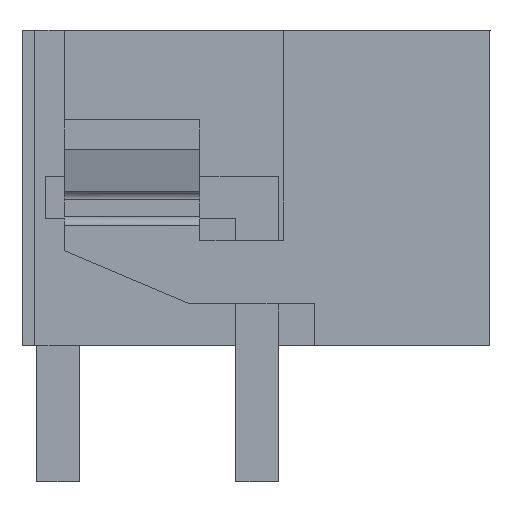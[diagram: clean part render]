
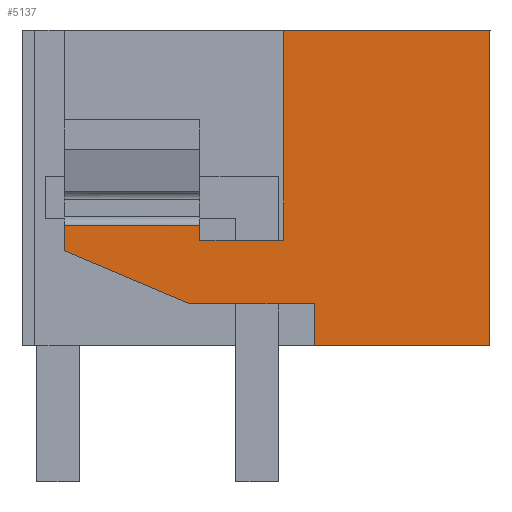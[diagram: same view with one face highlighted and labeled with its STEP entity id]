
A CAD part, left-side view. The second image highlights one B-rep face of the part: STEP entity #5137.
In plain terms, the highlighted planar face has unit normal (-1, 0, 0).
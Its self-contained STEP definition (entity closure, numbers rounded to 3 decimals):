
#5068=AXIS2_PLACEMENT_3D('Plane Axis2P3D',#5065,#5066,#5067) ;
#88=CARTESIAN_POINT('Vertex',(0.,0.,3.2)) ;
#93=CARTESIAN_POINT('Line Origine',(0.,2.075,3.2)) ;
#97=CARTESIAN_POINT('Vertex',(0.,4.15,3.2)) ;
#1740=CARTESIAN_POINT('Vertex',(0.,4.875,10.65)) ;
#1743=CARTESIAN_POINT('Line Origine',(0.,2.437,10.65)) ;
#1747=CARTESIAN_POINT('Vertex',(0.,0.,10.65)) ;
#4949=CARTESIAN_POINT('Line Origine',(0.,0.,6.925)) ;
#5065=CARTESIAN_POINT('Axis2P3D Location',(0.,11.05,0.)) ;
#5070=CARTESIAN_POINT('Line Origine',(0.,4.875,8.175)) ;
#5074=CARTESIAN_POINT('Vertex',(0.,4.875,5.7)) ;
#5077=CARTESIAN_POINT('Line Origine',(0.,5.863,5.7)) ;
#5081=CARTESIAN_POINT('Vertex',(0.,6.85,5.7)) ;
#5084=CARTESIAN_POINT('Line Origine',(0.,6.85,5.875)) ;
#5088=CARTESIAN_POINT('Vertex',(0.,6.85,6.05)) ;
#5091=CARTESIAN_POINT('Line Origine',(0.,8.45,6.05)) ;
#5095=CARTESIAN_POINT('Vertex',(0.,10.05,6.05)) ;
#5098=CARTESIAN_POINT('Line Origine',(0.,10.05,5.75)) ;
#5102=CARTESIAN_POINT('Vertex',(0.,10.05,5.45)) ;
#5105=CARTESIAN_POINT('Line Origine',(0.,8.571,4.823)) ;
#5109=CARTESIAN_POINT('Vertex',(0.,7.092,4.197)) ;
#5112=CARTESIAN_POINT('Line Origine',(0.,5.621,4.197)) ;
#5116=CARTESIAN_POINT('Vertex',(0.,4.15,4.197)) ;
#5119=CARTESIAN_POINT('Line Origine',(0.,4.15,3.698)) ;
#94=DIRECTION('Vector Direction',(0.,1.,0.)) ;
#1744=DIRECTION('Vector Direction',(0.,-1.,0.)) ;
#4950=DIRECTION('Vector Direction',(0.,0.,-1.)) ;
#5066=DIRECTION('Axis2P3D Direction',(-1.,0.,0.)) ;
#5067=DIRECTION('Axis2P3D XDirection',(0.,-1.,0.)) ;
#5071=DIRECTION('Vector Direction',(0.,0.,1.)) ;
#5078=DIRECTION('Vector Direction',(0.,1.,0.)) ;
#5085=DIRECTION('Vector Direction',(0.,0.,1.)) ;
#5092=DIRECTION('Vector Direction',(0.,-1.,0.)) ;
#5099=DIRECTION('Vector Direction',(0.,0.,-1.)) ;
#5106=DIRECTION('Vector Direction',(0.,0.921,0.39)) ;
#5113=DIRECTION('Vector Direction',(0.,-1.,0.)) ;
#5120=DIRECTION('Vector Direction',(0.,0.,-1.)) ;
#95=VECTOR('Line Direction',#94,1.) ;
#1745=VECTOR('Line Direction',#1744,1.) ;
#4951=VECTOR('Line Direction',#4950,1.) ;
#5072=VECTOR('Line Direction',#5071,1.) ;
#5079=VECTOR('Line Direction',#5078,1.) ;
#5086=VECTOR('Line Direction',#5085,1.) ;
#5093=VECTOR('Line Direction',#5092,1.) ;
#5100=VECTOR('Line Direction',#5099,1.) ;
#5107=VECTOR('Line Direction',#5106,1.) ;
#5114=VECTOR('Line Direction',#5113,1.) ;
#5121=VECTOR('Line Direction',#5120,1.) ;
#5125=ORIENTED_EDGE('',*,*,#99,.T.) ;
#5126=ORIENTED_EDGE('',*,*,#4953,.T.) ;
#5127=ORIENTED_EDGE('',*,*,#1749,.T.) ;
#5128=ORIENTED_EDGE('',*,*,#5076,.T.) ;
#5129=ORIENTED_EDGE('',*,*,#5083,.T.) ;
#5130=ORIENTED_EDGE('',*,*,#5090,.T.) ;
#5131=ORIENTED_EDGE('',*,*,#5097,.F.) ;
#5132=ORIENTED_EDGE('',*,*,#5104,.T.) ;
#5133=ORIENTED_EDGE('',*,*,#5111,.T.) ;
#5134=ORIENTED_EDGE('',*,*,#5118,.T.) ;
#5135=ORIENTED_EDGE('',*,*,#5123,.T.) ;
#5137=ADVANCED_FACE('HOUSING',(#5136),#5069,.T.) ;
#99=EDGE_CURVE('',#98,#89,#96,.F.) ;
#1749=EDGE_CURVE('',#1748,#1741,#1746,.F.) ;
#4953=EDGE_CURVE('',#89,#1748,#4952,.F.) ;
#5076=EDGE_CURVE('',#1741,#5075,#5073,.F.) ;
#5083=EDGE_CURVE('',#5075,#5082,#5080,.T.) ;
#5090=EDGE_CURVE('',#5082,#5089,#5087,.T.) ;
#5097=EDGE_CURVE('',#5096,#5089,#5094,.T.) ;
#5104=EDGE_CURVE('',#5096,#5103,#5101,.T.) ;
#5111=EDGE_CURVE('',#5103,#5110,#5108,.F.) ;
#5118=EDGE_CURVE('',#5110,#5117,#5115,.T.) ;
#5123=EDGE_CURVE('',#5117,#98,#5122,.T.) ;
#5124=EDGE_LOOP('',(#5125,#5126,#5127,#5128,#5129,#5130,#5131,#5132,#5133,#5134,#5135)) ;
#5136=FACE_OUTER_BOUND('',#5124,.T.) ;
#96=LINE('Line',#93,#95) ;
#1746=LINE('Line',#1743,#1745) ;
#4952=LINE('Line',#4949,#4951) ;
#5073=LINE('Line',#5070,#5072) ;
#5080=LINE('Line',#5077,#5079) ;
#5087=LINE('Line',#5084,#5086) ;
#5094=LINE('Line',#5091,#5093) ;
#5101=LINE('Line',#5098,#5100) ;
#5108=LINE('Line',#5105,#5107) ;
#5115=LINE('Line',#5112,#5114) ;
#5122=LINE('Line',#5119,#5121) ;
#5069=PLANE('',#5068) ;
#89=VERTEX_POINT('',#88) ;
#98=VERTEX_POINT('',#97) ;
#1741=VERTEX_POINT('',#1740) ;
#1748=VERTEX_POINT('',#1747) ;
#5075=VERTEX_POINT('',#5074) ;
#5082=VERTEX_POINT('',#5081) ;
#5089=VERTEX_POINT('',#5088) ;
#5096=VERTEX_POINT('',#5095) ;
#5103=VERTEX_POINT('',#5102) ;
#5110=VERTEX_POINT('',#5109) ;
#5117=VERTEX_POINT('',#5116) ;
